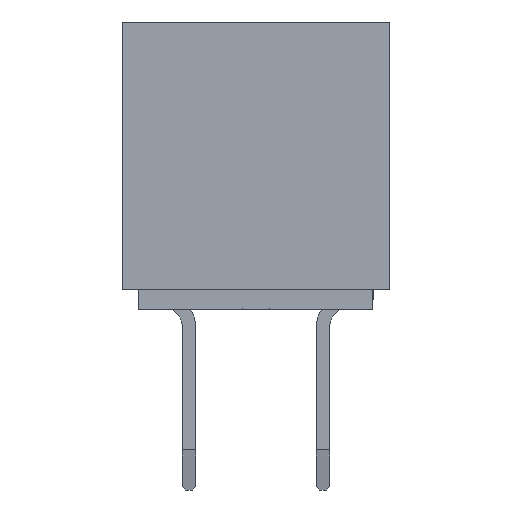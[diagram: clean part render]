
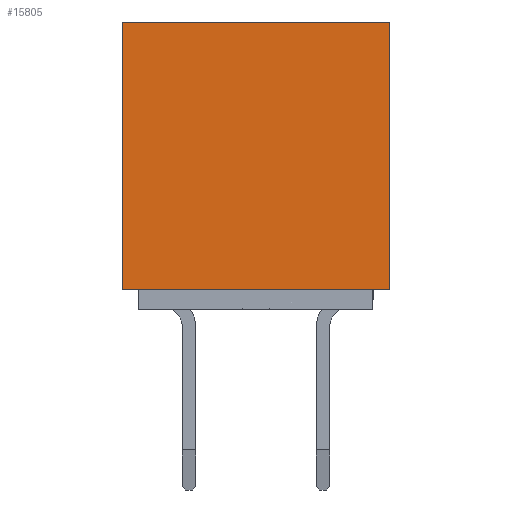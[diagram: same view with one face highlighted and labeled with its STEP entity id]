
A CAD part, left-side view. The second image highlights one B-rep face of the part: STEP entity #15805.
In plain terms, the highlighted planar face has unit normal (-1, 0, 0).
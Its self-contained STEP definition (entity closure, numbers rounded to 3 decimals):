
#1118=ORIENTED_EDGE('',*,*,#5634,.T.);
#1119=ORIENTED_EDGE('',*,*,#5635,.T.);
#1120=ORIENTED_EDGE('',*,*,#4978,.T.);
#1121=ORIENTED_EDGE('',*,*,#5636,.F.);
#4978=EDGE_CURVE('',#7259,#7257,#8680,.T.);
#5634=EDGE_CURVE('',#7870,#7871,#9336,.T.);
#5635=EDGE_CURVE('',#7871,#7259,#9337,.T.);
#5636=EDGE_CURVE('',#7870,#7257,#9338,.T.);
#7257=VERTEX_POINT('',#21926);
#7259=VERTEX_POINT('',#21929);
#7870=VERTEX_POINT('',#23284);
#7871=VERTEX_POINT('',#23285);
#8680=LINE('',#21928,#10884);
#9336=LINE('',#23283,#11540);
#9337=LINE('',#23286,#11541);
#9338=LINE('',#23287,#11542);
#10884=VECTOR('',#17683,1000.);
#11540=VECTOR('',#18515,1000.);
#11541=VECTOR('',#18516,1000.);
#11542=VECTOR('',#18517,1000.);
#13124=EDGE_LOOP('',(#1118,#1119,#1120,#1121));
#14076=FACE_BOUND('',#13124,.T.);
#14984=PLANE('',#16695);
#15805=ADVANCED_FACE('',(#14076),#14984,.T.);
#16695=AXIS2_PLACEMENT_3D('',#23282,#18513,#18514);
#17683=DIRECTION('',(0.,1.,0.));
#18513=DIRECTION('',(-1.,0.,0.));
#18514=DIRECTION('',(0.,0.,1.));
#18515=DIRECTION('',(0.,-1.,0.));
#18516=DIRECTION('',(0.,0.,1.));
#18517=DIRECTION('',(0.,0.,1.));
#21926=CARTESIAN_POINT('',(-22.3,2.,2.15));
#21928=CARTESIAN_POINT('',(-22.3,-2.,2.15));
#21929=CARTESIAN_POINT('',(-22.3,-2.,2.15));
#23282=CARTESIAN_POINT('',(-22.3,-2.,-2.15));
#23283=CARTESIAN_POINT('',(-22.3,2.,-1.85));
#23284=CARTESIAN_POINT('',(-22.3,2.,-1.85));
#23285=CARTESIAN_POINT('',(-22.3,-2.,-1.85));
#23286=CARTESIAN_POINT('',(-22.3,-2.,-2.15));
#23287=CARTESIAN_POINT('',(-22.3,2.,-2.15));
